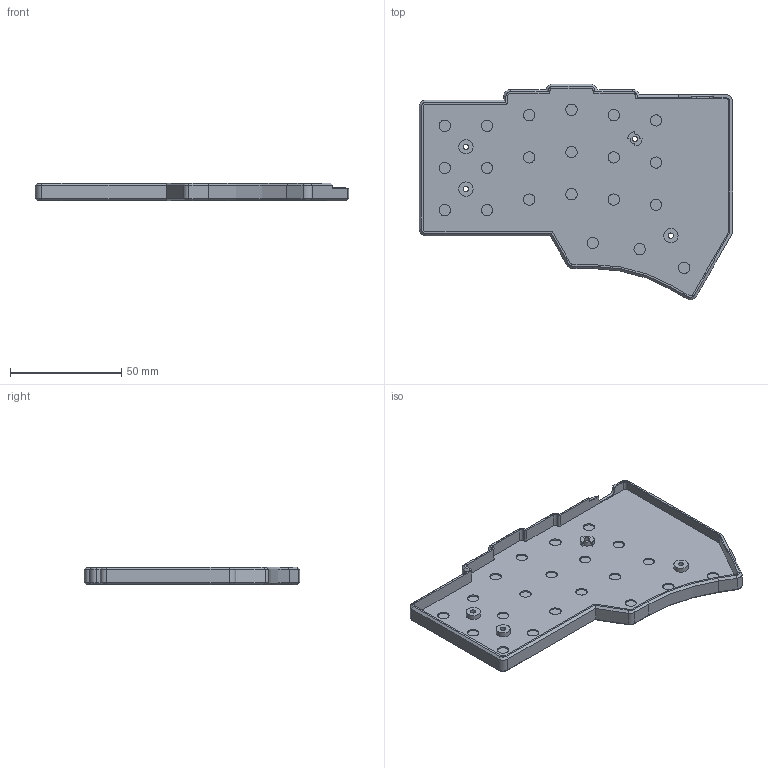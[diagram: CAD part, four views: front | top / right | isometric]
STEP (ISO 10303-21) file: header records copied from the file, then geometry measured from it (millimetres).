
FILE_DESCRIPTION(/* description */ (''),/* implementation_level */ '2;1');
FILE_NAME(/* name */ 'Standard Bot.step',/* time_stamp */ '2023-09-05T15:25:03+03:00',/* author */ (''),/* organization */ (''),/* preprocessor_version */ 'ST-DEVELOPER v20',/* originating_system */ 'Autodesk Translation Framework v12.9.0.99',/* authorisation */ '');
FILE_SCHEMA (('AUTOMOTIVE_DESIGN { 1 0 10303 214 3 1 1 }'));
Length unit declared in the file: millimetre
Products named in the file (1): Standard Bot
Bounding box: 141 x 96.93 x 8 mm (x, y, z)
Volume: 24267.7 mm3; surface area: 26606.8 mm2
Topology: 1 solids, 1 shells, 267 faces, 640 edges, 404 vertices
Faces by surface type: plane 178, cylinder 67, cone 22
Full cylindrical faces by diameter (mm): 2.4 x4, 5.1 x21, 6.4 x3, 8.2 x4
Entity records: 7713 total; most frequent: DIRECTION 1338, CARTESIAN_POINT 1330, ORIENTED_EDGE 1280, EDGE_CURVE 640, LINE 466, VECTOR 466, AXIS2_PLACEMENT_3D 436, VERTEX_POINT 404
